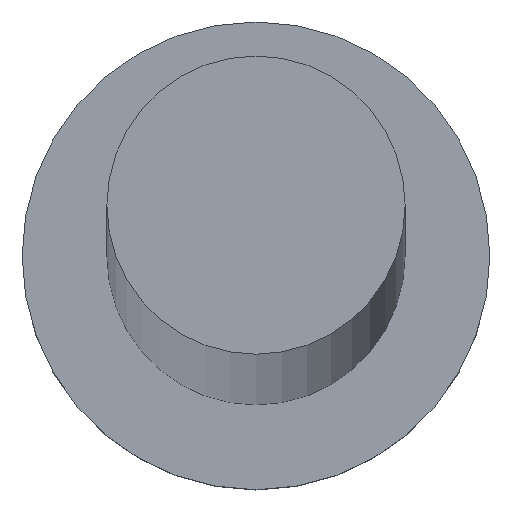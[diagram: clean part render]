
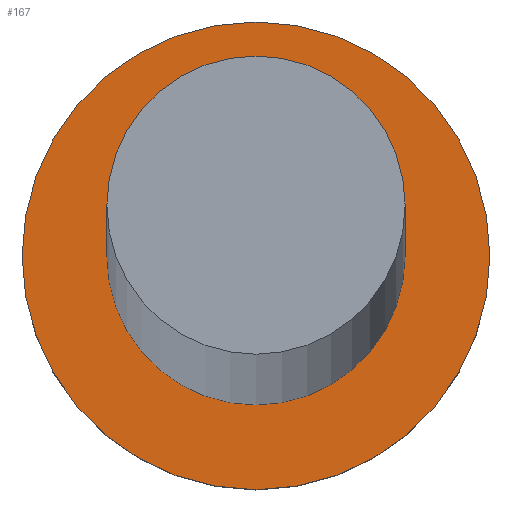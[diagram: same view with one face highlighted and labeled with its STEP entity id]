
A CAD part, top view. The second image highlights one B-rep face of the part: STEP entity #167.
In plain terms, the highlighted planar face has unit normal (0, 0, 1).
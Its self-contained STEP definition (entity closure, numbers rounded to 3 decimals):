
#3 = VERTEX_POINT ( 'NONE', #10 ) ;
#10 = CARTESIAN_POINT ( 'NONE',  ( -5.1, 0., 5. ) ) ;
#12 = CARTESIAN_POINT ( 'NONE',  ( 0., 0., 5. ) ) ;
#13 = CIRCLE ( 'NONE', #35, 8. ) ;
#14 = CARTESIAN_POINT ( 'NONE',  ( -8., 0., 5. ) ) ;
#15 = FACE_BOUND ( 'NONE', #84, .T. ) ;
#23 = VERTEX_POINT ( 'NONE', #27 ) ;
#27 = CARTESIAN_POINT ( 'NONE',  ( 5.1, 0., 5. ) ) ;
#34 = DIRECTION ( 'NONE',  ( 1., 0., 0. ) ) ;
#35 = AXIS2_PLACEMENT_3D ( 'NONE', #12, #229, #50 ) ;
#47 = DIRECTION ( 'NONE',  ( 0., 0., 1. ) ) ;
#50 = DIRECTION ( 'NONE',  ( 1., 0., 0. ) ) ;
#63 = CARTESIAN_POINT ( 'NONE',  ( 0., 0., 5. ) ) ;
#68 = DIRECTION ( 'NONE',  ( 1., 0., 0. ) ) ;
#79 = ORIENTED_EDGE ( 'NONE', *, *, #234, .T. ) ;
#82 = CIRCLE ( 'NONE', #119, 5.1 ) ;
#84 = EDGE_LOOP ( 'NONE', ( #163, #160 ) ) ;
#91 = CARTESIAN_POINT ( 'NONE',  ( 0., 0., 5. ) ) ;
#92 = AXIS2_PLACEMENT_3D ( 'NONE', #192, #47, #210 ) ;
#105 = VERTEX_POINT ( 'NONE', #14 ) ;
#107 = DIRECTION ( 'NONE',  ( 0., 0., 1. ) ) ;
#119 = AXIS2_PLACEMENT_3D ( 'NONE', #91, #251, #34 ) ;
#122 = VERTEX_POINT ( 'NONE', #228 ) ;
#135 = CIRCLE ( 'NONE', #137, 8. ) ;
#137 = AXIS2_PLACEMENT_3D ( 'NONE', #63, #147, #191 ) ;
#142 = EDGE_LOOP ( 'NONE', ( #181, #79 ) ) ;
#147 = DIRECTION ( 'NONE',  ( 0., 0., 1. ) ) ;
#157 = EDGE_CURVE ( 'NONE', #23, #3, #220, .T. ) ;
#160 = ORIENTED_EDGE ( 'NONE', *, *, #157, .F. ) ;
#163 = ORIENTED_EDGE ( 'NONE', *, *, #196, .F. ) ;
#167 = ADVANCED_FACE ( 'NONE', ( #15, #227 ), #190, .T. ) ;
#170 = CARTESIAN_POINT ( 'NONE',  ( 0., 0., 5. ) ) ;
#181 = ORIENTED_EDGE ( 'NONE', *, *, #216, .T. ) ;
#185 = AXIS2_PLACEMENT_3D ( 'NONE', #170, #107, #68 ) ;
#190 = PLANE ( 'NONE',  #92 ) ;
#191 = DIRECTION ( 'NONE',  ( 1., 0., 0. ) ) ;
#192 = CARTESIAN_POINT ( 'NONE',  ( 0., 0., 5. ) ) ;
#196 = EDGE_CURVE ( 'NONE', #3, #23, #82, .T. ) ;
#210 = DIRECTION ( 'NONE',  ( 1., 0., 0. ) ) ;
#216 = EDGE_CURVE ( 'NONE', #105, #122, #13, .T. ) ;
#220 = CIRCLE ( 'NONE', #185, 5.1 ) ;
#227 = FACE_OUTER_BOUND ( 'NONE', #142, .T. ) ;
#228 = CARTESIAN_POINT ( 'NONE',  ( 8., 0., 5. ) ) ;
#229 = DIRECTION ( 'NONE',  ( 0., 0., 1. ) ) ;
#234 = EDGE_CURVE ( 'NONE', #122, #105, #135, .T. ) ;
#251 = DIRECTION ( 'NONE',  ( 0., 0., 1. ) ) ;
